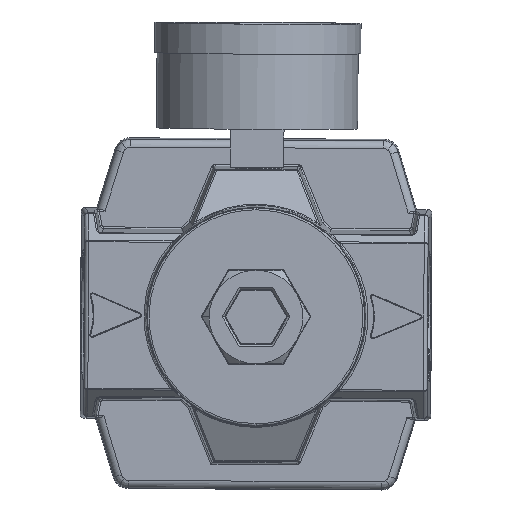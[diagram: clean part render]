
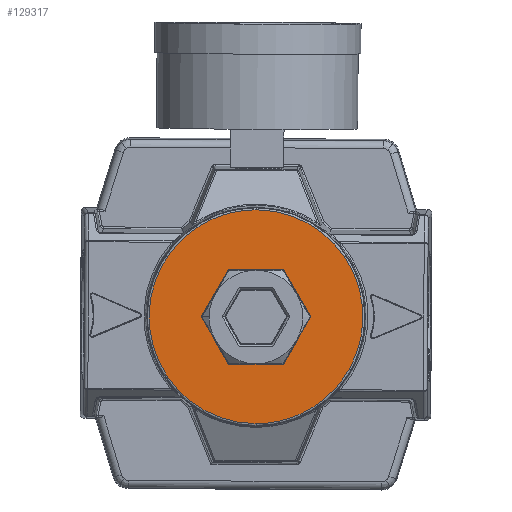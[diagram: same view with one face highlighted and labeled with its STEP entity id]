
A CAD part, front view. The second image highlights one B-rep face of the part: STEP entity #129317.
In plain terms, the highlighted face is planar.
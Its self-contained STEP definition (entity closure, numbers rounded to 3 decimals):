
#1456 = VERTEX_POINT ( 'NONE', #44979 ) ;
#1722 = VECTOR ( 'NONE', #55874, 1000. ) ;
#2936 = CARTESIAN_POINT ( 'NONE',  ( 0., 0., -27.439 ) ) ;
#3046 = CARTESIAN_POINT ( 'NONE',  ( 0., 0., 27.439 ) ) ;
#5144 = VECTOR ( 'NONE', #140518, 1000. ) ;
#5626 = ORIENTED_EDGE ( 'NONE', *, *, #94427, .F. ) ;
#5824 = CARTESIAN_POINT ( 'NONE',  ( 0., 0., -27.439 ) ) ;
#9385 = DIRECTION ( 'NONE',  ( -0.5, 0., -0.866 ) ) ;
#10213 = ORIENTED_EDGE ( 'NONE', *, *, #72295, .F. ) ;
#12969 = VERTEX_POINT ( 'NONE', #5824 ) ;
#13232 = EDGE_CURVE ( 'NONE', #87416, #12969, #84785, .T. ) ;
#15700 = CARTESIAN_POINT ( 'NONE',  ( 7.044, 0., -12.2 ) ) ;
#17933 = VECTOR ( 'NONE', #20717, 1000. ) ;
#17964 = CARTESIAN_POINT ( 'NONE',  ( 0., 0., -27.439 ) ) ;
#18907 = CARTESIAN_POINT ( 'NONE',  ( -54.878, 0., -27.439 ) ) ;
#20717 = DIRECTION ( 'NONE',  ( 0.5, 0., 0.866 ) ) ;
#23485 = VERTEX_POINT ( 'NONE', #88951 ) ;
#24373 = VERTEX_POINT ( 'NONE', #121312 ) ;
#28319 = CARTESIAN_POINT ( 'NONE',  ( -7.046, 0., 12.197 ) ) ;
#30105 = DIRECTION ( 'NONE',  ( 0., 1., 0. ) ) ;
#30634 = CARTESIAN_POINT ( 'NONE',  ( -7.046, 0., 12.197 ) ) ;
#34177 = CARTESIAN_POINT ( 'NONE',  ( 54.878, 0., 27.439 ) ) ;
#34700 = AXIS2_PLACEMENT_3D ( 'NONE', #94961, #30105, #105844 ) ;
#35329 = EDGE_CURVE ( 'NONE', #107455, #78052, #57171, .T. ) ;
#37860 = FACE_OUTER_BOUND ( 'NONE', #118118, .T. ) ;
#41265 = VECTOR ( 'NONE', #96472, 1000. ) ;
#43435 = VECTOR ( 'NONE', #9385, 1000. ) ;
#44356 = CARTESIAN_POINT ( 'NONE',  ( -14.087, 0., 0. ) ) ;
#44979 = CARTESIAN_POINT ( 'NONE',  ( 7.046, 0., 12.197 ) ) ;
#48078 = DIRECTION ( 'NONE',  ( 1., 0., 0. ) ) ;
#49289 = ORIENTED_EDGE ( 'NONE', *, *, #72440, .F. ) ;
#55874 = DIRECTION ( 'NONE',  ( -1., 0., 0. ) ) ;
#55938 = LINE ( 'NONE', #98494, #1722 ) ;
#56582 = EDGE_CURVE ( 'NONE', #78052, #23485, #75592, .T. ) ;
#57171 = LINE ( 'NONE', #123389, #114739 ) ;
#58054 = ORIENTED_EDGE ( 'NONE', *, *, #35329, .F. ) ;
#62927 = CARTESIAN_POINT ( 'NONE',  ( -54.878, 0., 27.439 ) ) ;
#63362 = FACE_BOUND ( 'NONE', #133182, .T. ) ;
#64836 = CARTESIAN_POINT ( 'NONE',  ( 14.087, 0., 0. ) ) ;
#67837 = CARTESIAN_POINT ( 'NONE',  ( 54.878, 0., -27.439 ) ) ;
#69730 = EDGE_CURVE ( 'NONE', #1456, #88134, #55938, .T. ) ;
#72279 = LINE ( 'NONE', #30634, #43435 ) ;
#72295 = EDGE_CURVE ( 'NONE', #12969, #87416, #118312, .T. ) ;
#72440 = EDGE_CURVE ( 'NONE', #24373, #107455, #124270, .T. ) ;
#75592 = LINE ( 'NONE', #85538, #17933 ) ;
#77088 = EDGE_CURVE ( 'NONE', #88134, #24373, #72279, .T. ) ;
#78052 = VERTEX_POINT ( 'NONE', #15700 ) ;
#84785 =( BOUNDED_CURVE ( )  B_SPLINE_CURVE ( 3, ( #121758, #34177, #67837, #2936 ),
 .UNSPECIFIED., .F., .F. ) 
 B_SPLINE_CURVE_WITH_KNOTS ( ( 4, 4 ),
 ( 0., 1. ),
 .UNSPECIFIED. ) 
 CURVE ( )  GEOMETRIC_REPRESENTATION_ITEM ( )  RATIONAL_B_SPLINE_CURVE ( ( 1., 0.333, 0.333, 1. ) ) 
 REPRESENTATION_ITEM ( '' )  );
#85538 = CARTESIAN_POINT ( 'NONE',  ( 7.044, 0., -12.2 ) ) ;
#87416 = VERTEX_POINT ( 'NONE', #3046 ) ;
#88134 = VERTEX_POINT ( 'NONE', #28319 ) ;
#88951 = CARTESIAN_POINT ( 'NONE',  ( 14.087, 0., 0. ) ) ;
#94427 = EDGE_CURVE ( 'NONE', #23485, #1456, #135555, .T. ) ;
#94961 = CARTESIAN_POINT ( 'NONE',  ( 0., 0., 0. ) ) ;
#96472 = DIRECTION ( 'NONE',  ( 0.5, 0., -0.866 ) ) ;
#98494 = CARTESIAN_POINT ( 'NONE',  ( 0., 0., 12.197 ) ) ;
#105844 = DIRECTION ( 'NONE',  ( 0., 0., 1. ) ) ;
#107455 = VERTEX_POINT ( 'NONE', #121975 ) ;
#114739 = VECTOR ( 'NONE', #48078, 1000. ) ;
#116302 = PLANE ( 'NONE',  #34700 ) ;
#118118 = EDGE_LOOP ( 'NONE', ( #127422, #10213 ) ) ;
#118312 =( BOUNDED_CURVE ( )  B_SPLINE_CURVE ( 3, ( #17964, #18907, #62927, #138642 ),
 .UNSPECIFIED., .F., .F. ) 
 B_SPLINE_CURVE_WITH_KNOTS ( ( 4, 4 ),
 ( 0., 1. ),
 .UNSPECIFIED. ) 
 CURVE ( )  GEOMETRIC_REPRESENTATION_ITEM ( )  RATIONAL_B_SPLINE_CURVE ( ( 1., 0.333, 0.333, 1. ) ) 
 REPRESENTATION_ITEM ( '' )  );
#121312 = CARTESIAN_POINT ( 'NONE',  ( -14.087, 0., 0. ) ) ;
#121758 = CARTESIAN_POINT ( 'NONE',  ( 0., 0., 27.439 ) ) ;
#121975 = CARTESIAN_POINT ( 'NONE',  ( -7.044, 0., -12.2 ) ) ;
#123389 = CARTESIAN_POINT ( 'NONE',  ( 0., 0., -12.2 ) ) ;
#124270 = LINE ( 'NONE', #44356, #41265 ) ;
#127422 = ORIENTED_EDGE ( 'NONE', *, *, #13232, .F. ) ;
#129317 = ADVANCED_FACE ( 'NONE', ( #37860, #63362 ), #116302, .F. ) ;
#133182 = EDGE_LOOP ( 'NONE', ( #49289, #140440, #138021, #5626, #136712, #58054 ) ) ;
#135555 = LINE ( 'NONE', #64836, #5144 ) ;
#136712 = ORIENTED_EDGE ( 'NONE', *, *, #56582, .F. ) ;
#138021 = ORIENTED_EDGE ( 'NONE', *, *, #69730, .F. ) ;
#138642 = CARTESIAN_POINT ( 'NONE',  ( 0., 0., 27.439 ) ) ;
#140440 = ORIENTED_EDGE ( 'NONE', *, *, #77088, .F. ) ;
#140518 = DIRECTION ( 'NONE',  ( -0.5, 0., 0.866 ) ) ;
